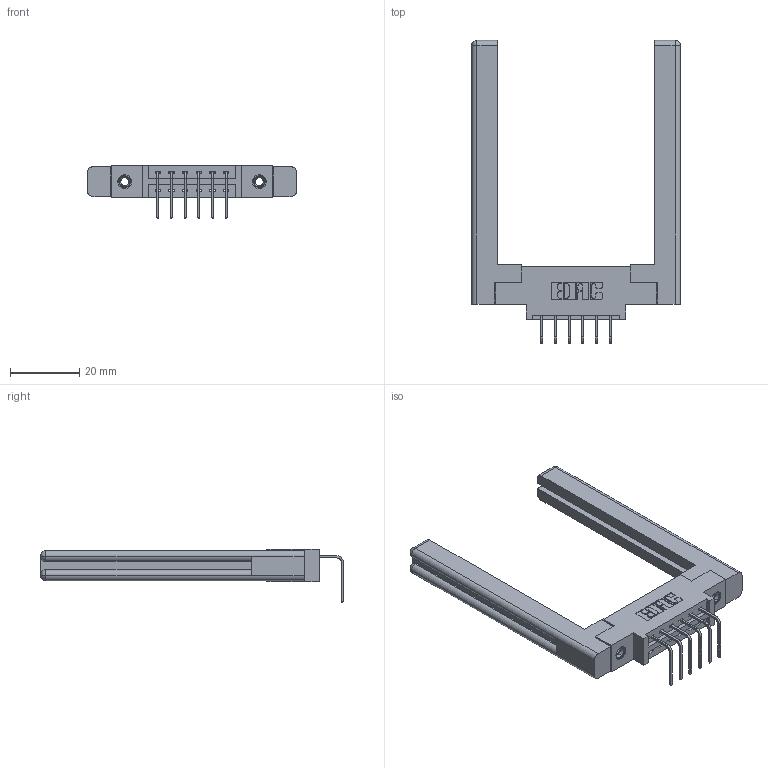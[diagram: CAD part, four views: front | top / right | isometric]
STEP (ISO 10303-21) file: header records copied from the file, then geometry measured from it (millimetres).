
FILE_DESCRIPTION (( 'STEP AP203' ), '1' );
FILE_NAME ('337-006-558-658.STEP', '2019-10-07T11:05:52', ( '' ), ( '' ), 'SwSTEP 2.0', 'SolidWorks 2016', '' );
FILE_SCHEMA (( 'CONFIG_CONTROL_DESIGN' ));
Length unit declared in the file: inch
Products named in the file (5): 345-292-001_558 Tail - 2; 307-220-058; 345-250-001_345-250-001-102; 337-006-558-658; 337 Part_0.170 Offset - 0.156 Dia-TI
Assembly tree (11 placements, depth 2):
  337-006-558-658
    337 Part_0.170 Offset - 0.156 Dia-TI
    345-292-001_558 Tail - 2  x6
    345-250-001_345-250-001-102  x2
    307-220-058  x2
Bounding box: 60.4 x 87.57 x 15.37 mm (x, y, z)
Volume: 12891.8 mm3; surface area: 11153.2 mm2
Topology: 11 solids, 11 shells, 644 faces, 1841 edges, 1206 vertices
Faces by surface type: plane 446, cylinder 174, cone 12, torus 12
Entity records: 11966 total; most frequent: CARTESIAN_POINT 2083, ORIENTED_EDGE 1964, DIRECTION 1846, EDGE_CURVE 982, LINE 806, VECTOR 806, VERTEX_POINT 646, AXIS2_PLACEMENT_3D 520
